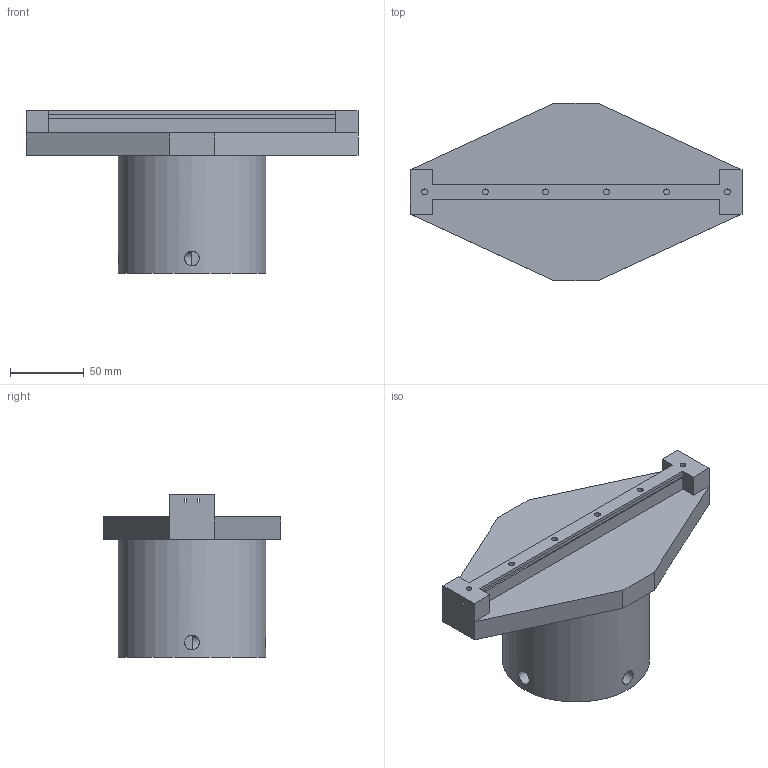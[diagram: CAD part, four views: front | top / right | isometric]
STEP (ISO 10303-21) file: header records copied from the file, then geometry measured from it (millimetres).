
FILE_DESCRIPTION(('Open CASCADE Model'),'2;1');
FILE_NAME('Open CASCADE Shape Model','2025-08-29T19:17:46',('Author'),( 'Open CASCADE'),'Open CASCADE STEP processor 7.7','Open CASCADE 7.7' ,'Unknown');
FILE_SCHEMA(('AUTOMOTIVE_DESIGN { 1 0 10303 214 1 1 1 1 }'));
Length unit declared in the file: millimetre
Products named in the file (1): Open CASCADE STEP translator 7.7 1
Bounding box: 225 x 120 x 110 mm (x, y, z)
Volume: 934853 mm3; surface area: 82844.4 mm2
Topology: 1 solids, 1 shells, 52 faces, 128 edges, 81 vertices
Faces by surface type: plane 43, cylinder 9
Full cylindrical faces by diameter (mm): 4 x6, 10 x2, 100 x1
Entity records: 3749 total; most frequent: CARTESIAN_POINT 1154, DIRECTION 469, LINE 312, VECTOR 312, ORIENTED_EDGE 256, PCURVE 256, DEFINITIONAL_REPRESENTATION 256, EDGE_CURVE 128
